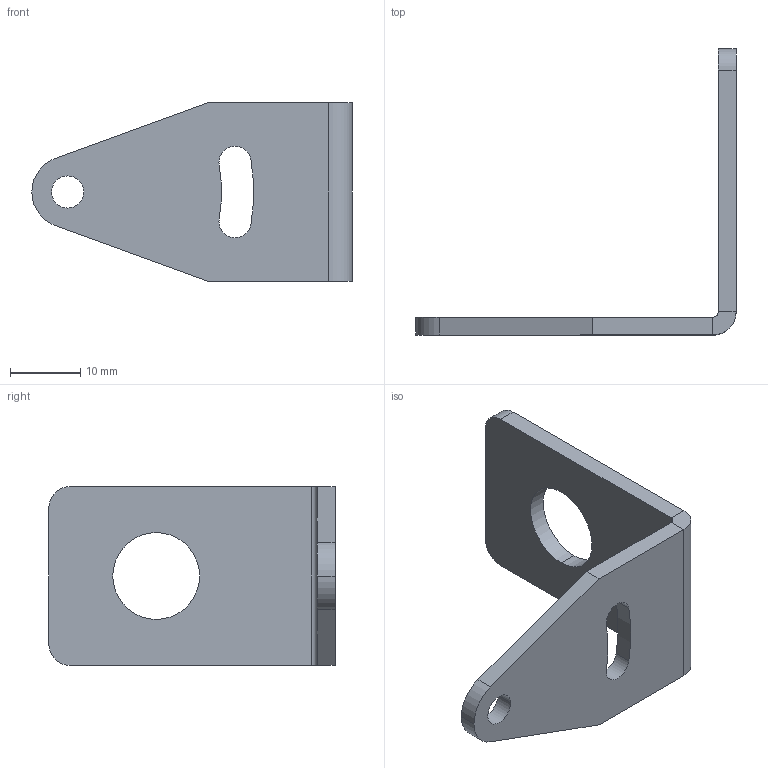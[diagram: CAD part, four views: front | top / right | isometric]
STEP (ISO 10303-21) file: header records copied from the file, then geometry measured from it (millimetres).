
FILE_DESCRIPTION((''),'2;1');
FILE_NAME('156735_SW','2011-10-06T',('banengservice'),('BANNER ENGINEERING'),'PRO/ENGINEER BY PARAMETRIC TECHNOLOGY CORPORATION, 2009141','PRO/ENGINEER BY PARAMETRIC TECHNOLOGY CORPORATION, 2009141','');
FILE_SCHEMA(('CONFIG_CONTROL_DESIGN'));
Length unit declared in the file: inch
Products named in the file (1): 156735_SW
Bounding box: 45.47 x 40.64 x 25.4 mm (x, y, z)
Volume: 4245.9 mm3; surface area: 4056.9 mm2
Topology: 1 solids, 1 shells, 27 faces, 67 edges, 42 vertices
Faces by surface type: cylinder 14, plane 13
Entity records: 857 total; most frequent: DIRECTION 149, CARTESIAN_POINT 136, ORIENTED_EDGE 134, EDGE_CURVE 67, AXIS2_PLACEMENT_3D 55, VERTEX_POINT 42, VECTOR 39, LINE 39
